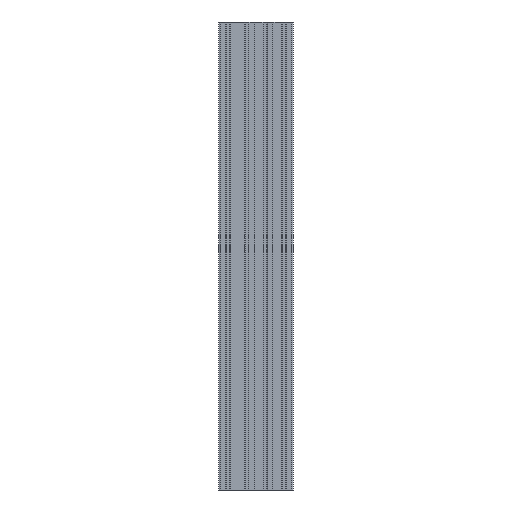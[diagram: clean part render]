
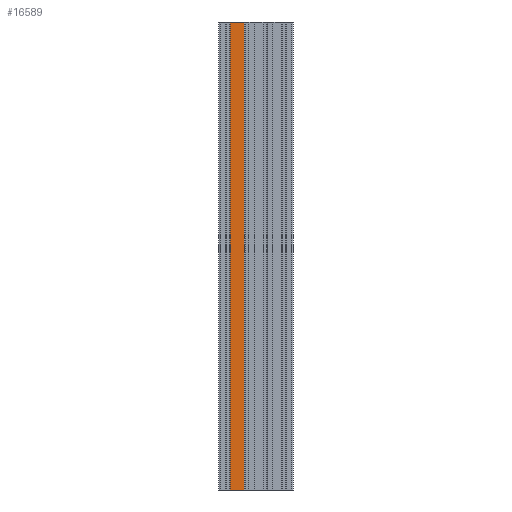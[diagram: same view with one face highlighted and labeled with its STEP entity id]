
A CAD part, left-side view. The second image highlights one B-rep face of the part: STEP entity #16589.
In plain terms, the highlighted planar face has unit normal (-1, 0, 0).
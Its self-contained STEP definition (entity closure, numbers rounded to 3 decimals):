
#4335=CARTESIAN_POINT('',(-40.,-55.,0.0));
#4336=VERTEX_POINT('',#4335);
#4344=CARTESIAN_POINT('',(-40.,-25.,0.0));
#4345=VERTEX_POINT('',#4344);
#4346=CARTESIAN_POINT('',(-40.,-25.,0.0));
#4347=DIRECTION('',(0.,-1.,0.0));
#4348=VECTOR('',#4347,30.);
#4349=LINE('',#4346,#4348);
#4350=EDGE_CURVE('',#4345,#4336,#4349,.T.);
#16548=CARTESIAN_POINT('',(-40.,-55.,1000.0));
#16549=VERTEX_POINT('',#16548);
#16557=CARTESIAN_POINT('',(-40.,-55.,0.0));
#16558=DIRECTION('',(0.0,0.0,1.0));
#16559=VECTOR('',#16558,1000.0);
#16560=LINE('',#16557,#16559);
#16561=EDGE_CURVE('',#4336,#16549,#16560,.T.);
#16566=CARTESIAN_POINT('',(-40.,-25.,0.0));
#16567=DIRECTION('',(-1.,0.,0.0));
#16568=DIRECTION('',(0.,-1.,0.0));
#16569=AXIS2_PLACEMENT_3D('',#16566,#16567,#16568);
#16570=PLANE('',#16569);
#16571=ORIENTED_EDGE('',*,*,#4350,.T.);
#16572=ORIENTED_EDGE('',*,*,#16561,.T.);
#16573=CARTESIAN_POINT('',(-40.,-25.,1000.0));
#16574=VERTEX_POINT('',#16573);
#16575=CARTESIAN_POINT('',(-40.,-25.,1000.0));
#16576=DIRECTION('',(0.,-1.,0.0));
#16577=VECTOR('',#16576,30.);
#16578=LINE('',#16575,#16577);
#16579=EDGE_CURVE('',#16574,#16549,#16578,.T.);
#16580=ORIENTED_EDGE('',*,*,#16579,.F.);
#16581=CARTESIAN_POINT('',(-40.,-25.,0.0));
#16582=DIRECTION('',(0.0,0.0,1.0));
#16583=VECTOR('',#16582,1000.0);
#16584=LINE('',#16581,#16583);
#16585=EDGE_CURVE('',#4345,#16574,#16584,.T.);
#16586=ORIENTED_EDGE('',*,*,#16585,.F.);
#16587=EDGE_LOOP('',(#16571,#16572,#16580,#16586));
#16588=FACE_OUTER_BOUND('',#16587,.T.);
#16589=ADVANCED_FACE('',(#16588),#16570,.T.);
